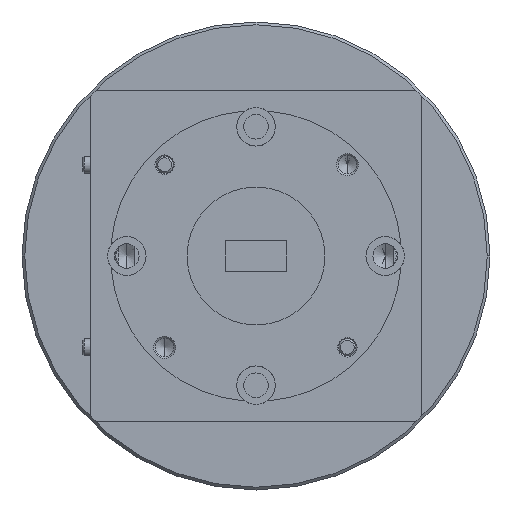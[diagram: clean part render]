
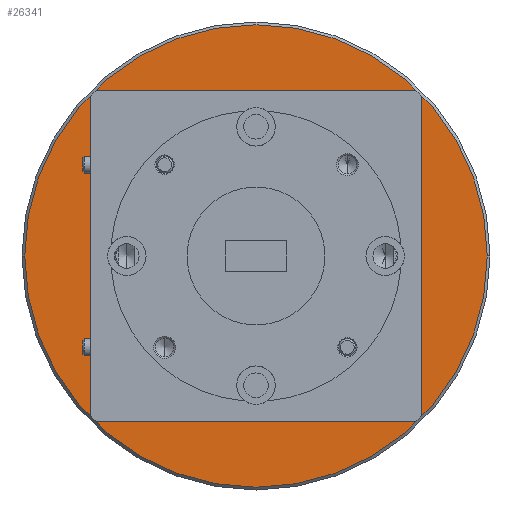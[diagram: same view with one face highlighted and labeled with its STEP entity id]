
A CAD part, left-side view. The second image highlights one B-rep face of the part: STEP entity #26341.
In plain terms, the highlighted planar face has unit normal (-1, 0, 0).
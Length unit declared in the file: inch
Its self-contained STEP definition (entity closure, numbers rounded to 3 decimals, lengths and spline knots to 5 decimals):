
#162 = PLANE ( 'NONE',  #47164 ) ;
#5186 = DIRECTION ( 'NONE',  ( 0., -1., 0. ) ) ;
#6522 = ORIENTED_EDGE ( 'NONE', *, *, #24959, .F. ) ;
#6852 = FACE_OUTER_BOUND ( 'NONE', #52892, .T. ) ;
#6857 = EDGE_CURVE ( 'NONE', #55691, #42909, #51273, .T. ) ;
#7698 = CIRCLE ( 'NONE', #32732, 0.3 ) ;
#9237 = AXIS2_PLACEMENT_3D ( 'NONE', #49982, #60811, #5186 ) ;
#14022 = EDGE_CURVE ( 'NONE', #39659, #14436, #61554, .T. ) ;
#14436 = VERTEX_POINT ( 'NONE', #62505 ) ;
#14962 = CARTESIAN_POINT ( 'NONE',  ( -0.20258, 0.27375, 0.79341 ) ) ;
#15616 = DIRECTION ( 'NONE',  ( 0., -1., 0. ) ) ;
#16990 = DIRECTION ( 'NONE',  ( 0., -1., 0. ) ) ;
#17588 = EDGE_LOOP ( 'NONE', ( #26946, #6522 ) ) ;
#20237 = DIRECTION ( 'NONE',  ( 0., -1., 0. ) ) ;
#21044 = AXIS2_PLACEMENT_3D ( 'NONE', #66098, #71311, #20237 ) ;
#22894 = FACE_BOUND ( 'NONE', #17588, .T. ) ;
#23641 = DIRECTION ( 'NONE',  ( -1., 0., 0. ) ) ;
#24959 = EDGE_CURVE ( 'NONE', #14436, #39659, #7698, .T. ) ;
#26341 = ADVANCED_FACE ( 'NONE', ( #6852, #22894 ), #162, .T. ) ;
#26946 = ORIENTED_EDGE ( 'NONE', *, *, #14022, .F. ) ;
#27490 = AXIS2_PLACEMENT_3D ( 'NONE', #45417, #55525, #15616 ) ;
#32732 = AXIS2_PLACEMENT_3D ( 'NONE', #33097, #68073, #16990 ) ;
#33097 = CARTESIAN_POINT ( 'NONE',  ( -0.20258, 1.11267, 0.79341 ) ) ;
#34086 = CARTESIAN_POINT ( 'NONE',  ( -0.20258, 1.95159, 0.79341 ) ) ;
#39659 = VERTEX_POINT ( 'NONE', #72292 ) ;
#40309 = ORIENTED_EDGE ( 'NONE', *, *, #49866, .T. ) ;
#42909 = VERTEX_POINT ( 'NONE', #14962 ) ;
#44949 = CIRCLE ( 'NONE', #9237, 0.83892 ) ;
#45417 = CARTESIAN_POINT ( 'NONE',  ( -0.20258, 1.11267, 0.79341 ) ) ;
#47164 = AXIS2_PLACEMENT_3D ( 'NONE', #69099, #23641, #69464 ) ;
#49866 = EDGE_CURVE ( 'NONE', #42909, #55691, #44949, .T. ) ;
#49982 = CARTESIAN_POINT ( 'NONE',  ( -0.20258, 1.11267, 0.79341 ) ) ;
#51273 = CIRCLE ( 'NONE', #27490, 0.83892 ) ;
#52892 = EDGE_LOOP ( 'NONE', ( #62036, #40309 ) ) ;
#55525 = DIRECTION ( 'NONE',  ( -1., 0., 0. ) ) ;
#55691 = VERTEX_POINT ( 'NONE', #34086 ) ;
#60811 = DIRECTION ( 'NONE',  ( -1., 0., 0. ) ) ;
#61554 = CIRCLE ( 'NONE', #21044, 0.3 ) ;
#62036 = ORIENTED_EDGE ( 'NONE', *, *, #6857, .T. ) ;
#62505 = CARTESIAN_POINT ( 'NONE',  ( -0.20258, 1.41267, 0.79341 ) ) ;
#66098 = CARTESIAN_POINT ( 'NONE',  ( -0.20258, 1.11267, 0.79341 ) ) ;
#68073 = DIRECTION ( 'NONE',  ( -1., 0., 0. ) ) ;
#69099 = CARTESIAN_POINT ( 'NONE',  ( -0.20258, 1.41267, 0.79341 ) ) ;
#69464 = DIRECTION ( 'NONE',  ( 0., -1., 0. ) ) ;
#71311 = DIRECTION ( 'NONE',  ( -1., 0., 0. ) ) ;
#72292 = CARTESIAN_POINT ( 'NONE',  ( -0.20258, 0.81267, 0.79341 ) ) ;
